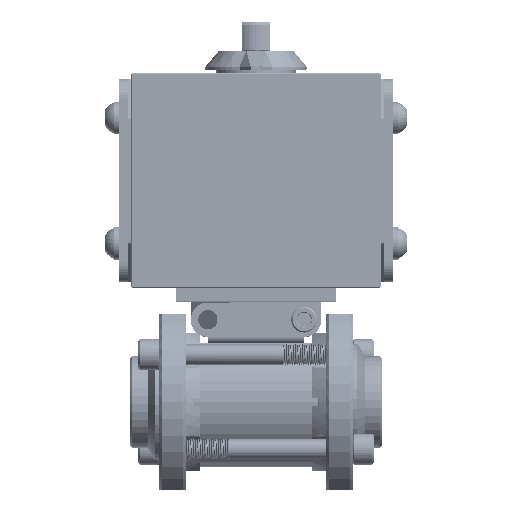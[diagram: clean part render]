
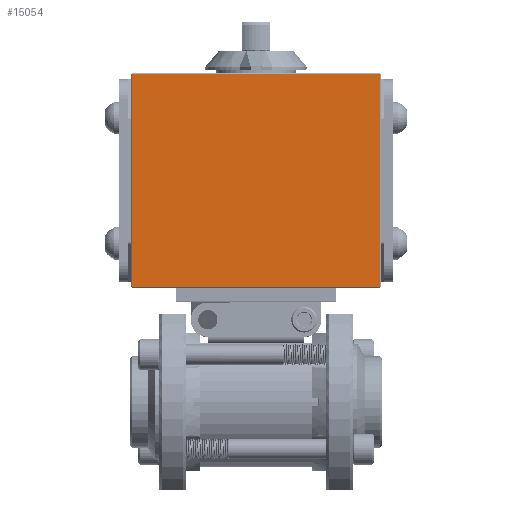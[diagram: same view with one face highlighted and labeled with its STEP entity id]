
A CAD part, top view. The second image highlights one B-rep face of the part: STEP entity #15054.
In plain terms, the highlighted planar face has unit normal (0, 0, 1).
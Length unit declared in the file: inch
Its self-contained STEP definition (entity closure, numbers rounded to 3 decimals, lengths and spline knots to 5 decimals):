
#835 = EDGE_LOOP ( 'NONE', ( #167507, #159616, #85214, #81840 ) ) ;
#9027 = FACE_OUTER_BOUND ( 'NONE', #835, .T. ) ;
#14493 = LINE ( 'NONE', #90065, #151980 ) ;
#15054 = ADVANCED_FACE ( 'NONE', ( #9027 ), #51507, .F. ) ;
#16318 = CARTESIAN_POINT ( 'NONE',  ( -2.255, 2.094, 1.55 ) ) ;
#36266 = VECTOR ( 'NONE', #118387, 39.37008 ) ;
#48631 = LINE ( 'NONE', #92555, #119406 ) ;
#51507 = PLANE ( 'NONE',  #157570 ) ;
#64867 = DIRECTION ( 'NONE',  ( 0., -1., 0. ) ) ;
#65107 = VECTOR ( 'NONE', #68504, 39.37008 ) ;
#68504 = DIRECTION ( 'NONE',  ( -1., 0., 0. ) ) ;
#77261 = DIRECTION ( 'NONE',  ( 0., -1., 0. ) ) ;
#79878 = EDGE_CURVE ( 'NONE', #124444, #172535, #14493, .T. ) ;
#81840 = ORIENTED_EDGE ( 'NONE', *, *, #92855, .T. ) ;
#85214 = ORIENTED_EDGE ( 'NONE', *, *, #79878, .T. ) ;
#90065 = CARTESIAN_POINT ( 'NONE',  ( -2.255, 2.074, 1.55 ) ) ;
#91049 = CARTESIAN_POINT ( 'NONE',  ( -2.275, 5.974, 1.55 ) ) ;
#92555 = CARTESIAN_POINT ( 'NONE',  ( 2.251, 5.974, 1.55 ) ) ;
#92855 = EDGE_CURVE ( 'NONE', #172535, #168743, #146608, .T. ) ;
#93642 = EDGE_CURVE ( 'NONE', #168743, #148736, #48631, .T. ) ;
#104975 = CARTESIAN_POINT ( 'NONE',  ( -2.275, 2.094, 1.55 ) ) ;
#108055 = CARTESIAN_POINT ( 'NONE',  ( -2.275, 5.954, 1.55 ) ) ;
#118387 = DIRECTION ( 'NONE',  ( 1., 0., 0. ) ) ;
#119406 = VECTOR ( 'NONE', #171340, 39.37008 ) ;
#124444 = VERTEX_POINT ( 'NONE', #161119 ) ;
#124455 = EDGE_CURVE ( 'NONE', #148736, #124444, #135886, .T. ) ;
#129652 = CARTESIAN_POINT ( 'NONE',  ( 2.251, 2.094, 1.55 ) ) ;
#129951 = CARTESIAN_POINT ( 'NONE',  ( 2.251, 5.954, 1.55 ) ) ;
#135886 = LINE ( 'NONE', #108055, #65107 ) ;
#144594 = DIRECTION ( 'NONE',  ( 0., 0., -1. ) ) ;
#146608 = LINE ( 'NONE', #104975, #36266 ) ;
#148736 = VERTEX_POINT ( 'NONE', #129951 ) ;
#151980 = VECTOR ( 'NONE', #77261, 39.37008 ) ;
#157570 = AXIS2_PLACEMENT_3D ( 'NONE', #91049, #144594, #64867 ) ;
#159616 = ORIENTED_EDGE ( 'NONE', *, *, #124455, .T. ) ;
#161119 = CARTESIAN_POINT ( 'NONE',  ( -2.255, 5.954, 1.55 ) ) ;
#167507 = ORIENTED_EDGE ( 'NONE', *, *, #93642, .T. ) ;
#168743 = VERTEX_POINT ( 'NONE', #129652 ) ;
#171340 = DIRECTION ( 'NONE',  ( 0., 1., 0. ) ) ;
#172535 = VERTEX_POINT ( 'NONE', #16318 ) ;
